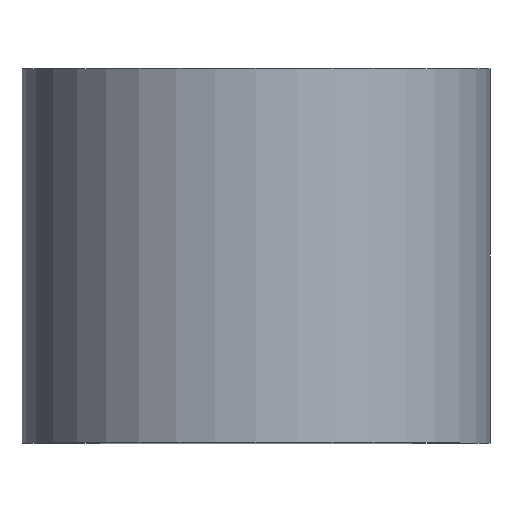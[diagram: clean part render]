
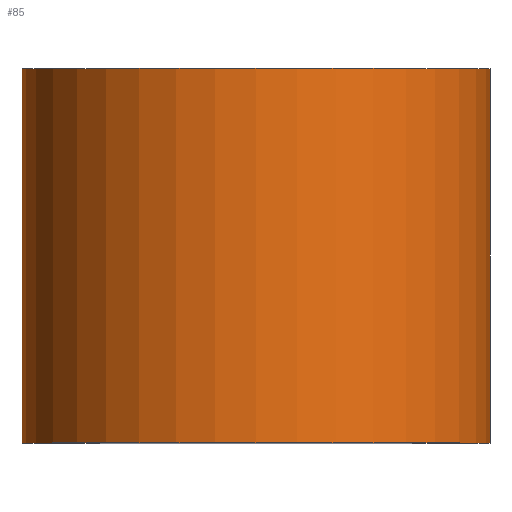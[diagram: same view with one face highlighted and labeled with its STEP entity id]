
A CAD part, top view. The second image highlights one B-rep face of the part: STEP entity #85.
In plain terms, the highlighted cylindrical face has radius 5 mm (diameter 10 mm), a full revolution.
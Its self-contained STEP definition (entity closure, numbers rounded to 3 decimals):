
#85 = ADVANCED_FACE('',(#86),#99,.T.);
#86 = FACE_BOUND('',#87,.T.);
#87 = EDGE_LOOP('',(#88,#122,#145,#172));
#88 = ORIENTED_EDGE('',*,*,#89,.T.);
#89 = EDGE_CURVE('',#90,#90,#92,.T.);
#90 = VERTEX_POINT('',#91);
#91 = CARTESIAN_POINT('',(55.,4.,0.));
#92 = SURFACE_CURVE('',#93,(#98,#110),.PCURVE_S1.);
#93 = CIRCLE('',#94,5.);
#94 = AXIS2_PLACEMENT_3D('',#95,#96,#97);
#95 = CARTESIAN_POINT('',(50.,4.,0.));
#96 = DIRECTION('',(0.,-1.,0.));
#97 = DIRECTION('',(1.,0.,0.));
#98 = PCURVE('',#99,#104);
#99 = CYLINDRICAL_SURFACE('',#100,5.);
#100 = AXIS2_PLACEMENT_3D('',#101,#102,#103);
#101 = CARTESIAN_POINT('',(50.,0.,0.));
#102 = DIRECTION('',(0.,-1.,0.));
#103 = DIRECTION('',(1.,0.,0.));
#104 = DEFINITIONAL_REPRESENTATION('',(#105),#109);
#105 = LINE('',#106,#107);
#106 = CARTESIAN_POINT('',(0.,-4.));
#107 = VECTOR('',#108,1.);
#108 = DIRECTION('',(1.,0.));
#109 = ( GEOMETRIC_REPRESENTATION_CONTEXT(2) 
PARAMETRIC_REPRESENTATION_CONTEXT() REPRESENTATION_CONTEXT('2D SPACE',''
  ) );
#110 = PCURVE('',#111,#116);
#111 = PLANE('',#112);
#112 = AXIS2_PLACEMENT_3D('',#113,#114,#115);
#113 = CARTESIAN_POINT('',(50.,4.,0.));
#114 = DIRECTION('',(-0.,-1.,-0.));
#115 = DIRECTION('',(0.,0.,-1.));
#116 = DEFINITIONAL_REPRESENTATION('',(#117),#121);
#117 = CIRCLE('',#118,5.);
#118 = AXIS2_PLACEMENT_2D('',#119,#120);
#119 = CARTESIAN_POINT('',(0.,0.));
#120 = DIRECTION('',(0.,1.));
#121 = ( GEOMETRIC_REPRESENTATION_CONTEXT(2) 
PARAMETRIC_REPRESENTATION_CONTEXT() REPRESENTATION_CONTEXT('2D SPACE',''
  ) );
#122 = ORIENTED_EDGE('',*,*,#123,.T.);
#123 = EDGE_CURVE('',#90,#124,#126,.T.);
#124 = VERTEX_POINT('',#125);
#125 = CARTESIAN_POINT('',(55.,-4.,0.));
#126 = SEAM_CURVE('',#127,(#131,#138),.PCURVE_S1.);
#127 = LINE('',#128,#129);
#128 = CARTESIAN_POINT('',(55.,0.,0.));
#129 = VECTOR('',#130,1.);
#130 = DIRECTION('',(0.,-1.,0.));
#131 = PCURVE('',#99,#132);
#132 = DEFINITIONAL_REPRESENTATION('',(#133),#137);
#133 = LINE('',#134,#135);
#134 = CARTESIAN_POINT('',(6.283,0.));
#135 = VECTOR('',#136,1.);
#136 = DIRECTION('',(0.,1.));
#137 = ( GEOMETRIC_REPRESENTATION_CONTEXT(2) 
PARAMETRIC_REPRESENTATION_CONTEXT() REPRESENTATION_CONTEXT('2D SPACE',''
  ) );
#138 = PCURVE('',#99,#139);
#139 = DEFINITIONAL_REPRESENTATION('',(#140),#144);
#140 = LINE('',#141,#142);
#141 = CARTESIAN_POINT('',(0.,0.));
#142 = VECTOR('',#143,1.);
#143 = DIRECTION('',(0.,1.));
#144 = ( GEOMETRIC_REPRESENTATION_CONTEXT(2) 
PARAMETRIC_REPRESENTATION_CONTEXT() REPRESENTATION_CONTEXT('2D SPACE',''
  ) );
#145 = ORIENTED_EDGE('',*,*,#146,.F.);
#146 = EDGE_CURVE('',#124,#124,#147,.T.);
#147 = SURFACE_CURVE('',#148,(#153,#160),.PCURVE_S1.);
#148 = CIRCLE('',#149,5.);
#149 = AXIS2_PLACEMENT_3D('',#150,#151,#152);
#150 = CARTESIAN_POINT('',(50.,-4.,0.));
#151 = DIRECTION('',(0.,-1.,0.));
#152 = DIRECTION('',(1.,0.,0.));
#153 = PCURVE('',#99,#154);
#154 = DEFINITIONAL_REPRESENTATION('',(#155),#159);
#155 = LINE('',#156,#157);
#156 = CARTESIAN_POINT('',(0.,4.));
#157 = VECTOR('',#158,1.);
#158 = DIRECTION('',(1.,-0.));
#159 = ( GEOMETRIC_REPRESENTATION_CONTEXT(2) 
PARAMETRIC_REPRESENTATION_CONTEXT() REPRESENTATION_CONTEXT('2D SPACE',''
  ) );
#160 = PCURVE('',#161,#166);
#161 = PLANE('',#162);
#162 = AXIS2_PLACEMENT_3D('',#163,#164,#165);
#163 = CARTESIAN_POINT('',(50.,-4.,0.));
#164 = DIRECTION('',(-0.,-1.,-0.));
#165 = DIRECTION('',(0.,0.,-1.));
#166 = DEFINITIONAL_REPRESENTATION('',(#167),#171);
#167 = CIRCLE('',#168,5.);
#168 = AXIS2_PLACEMENT_2D('',#169,#170);
#169 = CARTESIAN_POINT('',(0.,0.));
#170 = DIRECTION('',(0.,1.));
#171 = ( GEOMETRIC_REPRESENTATION_CONTEXT(2) 
PARAMETRIC_REPRESENTATION_CONTEXT() REPRESENTATION_CONTEXT('2D SPACE',''
  ) );
#172 = ORIENTED_EDGE('',*,*,#123,.F.);
